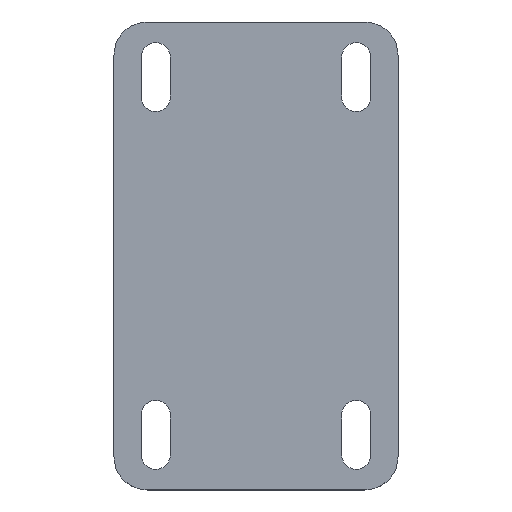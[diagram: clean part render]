
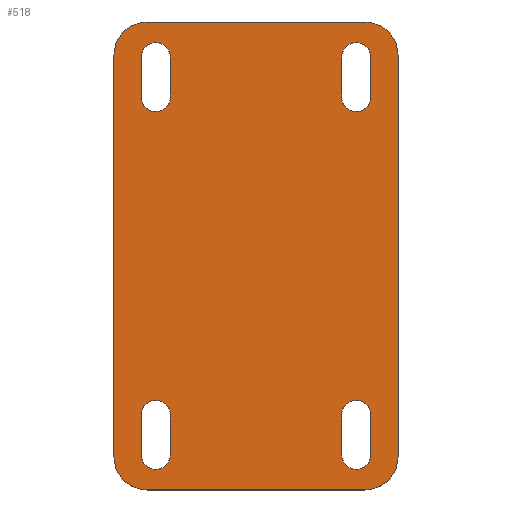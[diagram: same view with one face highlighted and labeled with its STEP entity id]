
A CAD part, top view. The second image highlights one B-rep face of the part: STEP entity #518.
In plain terms, the highlighted planar face has unit normal (0, 0, 1).
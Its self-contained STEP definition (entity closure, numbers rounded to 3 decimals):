
#19=FACE_BOUND('',#93,.T.);
#20=FACE_BOUND('',#94,.T.);
#21=FACE_BOUND('',#95,.T.);
#22=FACE_BOUND('',#96,.T.);
#36=PLANE('',#570);
#62=FACE_OUTER_BOUND('',#92,.T.);
#92=EDGE_LOOP('',(#457,#458,#459,#460,#461,#462,#463,#464));
#93=EDGE_LOOP('',(#465,#466,#467,#468));
#94=EDGE_LOOP('',(#469,#470,#471,#472));
#95=EDGE_LOOP('',(#473,#474,#475,#476));
#96=EDGE_LOOP('',(#477,#478,#479,#480));
#101=LINE('',#736,#149);
#115=LINE('',#789,#163);
#119=LINE('',#800,#167);
#121=LINE('',#805,#169);
#124=LINE('',#813,#172);
#127=LINE('',#821,#175);
#130=LINE('',#829,#178);
#133=LINE('',#837,#181);
#136=LINE('',#845,#184);
#139=LINE('',#853,#187);
#142=LINE('',#861,#190);
#144=LINE('',#866,#192);
#149=VECTOR('',#585,10.);
#163=VECTOR('',#629,10.);
#167=VECTOR('',#643,10.);
#169=VECTOR('',#647,10.);
#172=VECTOR('',#656,10.);
#175=VECTOR('',#665,10.);
#178=VECTOR('',#674,10.);
#181=VECTOR('',#683,10.);
#184=VECTOR('',#692,10.);
#187=VECTOR('',#701,10.);
#190=VECTOR('',#710,10.);
#192=VECTOR('',#718,10.);
#193=CIRCLE('',#522,10.);
#206=CIRCLE('',#538,10.);
#207=CIRCLE('',#541,10.);
#208=CIRCLE('',#543,10.);
#209=CIRCLE('',#547,4.366);
#210=CIRCLE('',#550,4.366);
#211=CIRCLE('',#553,4.366);
#212=CIRCLE('',#556,4.366);
#213=CIRCLE('',#559,4.366);
#214=CIRCLE('',#562,4.366);
#215=CIRCLE('',#565,4.366);
#216=CIRCLE('',#568,4.366);
#217=VERTEX_POINT('',#723);
#218=VERTEX_POINT('',#724);
#222=VERTEX_POINT('',#734);
#244=VERTEX_POINT('',#782);
#245=VERTEX_POINT('',#783);
#246=VERTEX_POINT('',#788);
#247=VERTEX_POINT('',#794);
#248=VERTEX_POINT('',#795);
#249=VERTEX_POINT('',#802);
#250=VERTEX_POINT('',#804);
#251=VERTEX_POINT('',#808);
#252=VERTEX_POINT('',#812);
#253=VERTEX_POINT('',#818);
#254=VERTEX_POINT('',#820);
#255=VERTEX_POINT('',#824);
#256=VERTEX_POINT('',#828);
#257=VERTEX_POINT('',#834);
#258=VERTEX_POINT('',#836);
#259=VERTEX_POINT('',#840);
#260=VERTEX_POINT('',#844);
#261=VERTEX_POINT('',#850);
#262=VERTEX_POINT('',#852);
#263=VERTEX_POINT('',#856);
#264=VERTEX_POINT('',#860);
#265=EDGE_CURVE('',#217,#218,#193,.T.);
#271=EDGE_CURVE('',#217,#222,#101,.T.);
#294=EDGE_CURVE('',#244,#245,#206,.T.);
#297=EDGE_CURVE('',#246,#245,#115,.T.);
#299=EDGE_CURVE('',#246,#222,#207,.T.);
#300=EDGE_CURVE('',#247,#248,#208,.T.);
#303=EDGE_CURVE('',#244,#248,#119,.T.);
#305=EDGE_CURVE('',#250,#249,#121,.T.);
#307=EDGE_CURVE('',#251,#250,#209,.T.);
#309=EDGE_CURVE('',#252,#251,#124,.T.);
#311=EDGE_CURVE('',#249,#252,#210,.T.);
#313=EDGE_CURVE('',#254,#253,#127,.T.);
#315=EDGE_CURVE('',#255,#254,#211,.T.);
#317=EDGE_CURVE('',#256,#255,#130,.T.);
#319=EDGE_CURVE('',#253,#256,#212,.T.);
#321=EDGE_CURVE('',#258,#257,#133,.T.);
#323=EDGE_CURVE('',#259,#258,#213,.T.);
#325=EDGE_CURVE('',#260,#259,#136,.T.);
#327=EDGE_CURVE('',#257,#260,#214,.T.);
#329=EDGE_CURVE('',#262,#261,#139,.T.);
#331=EDGE_CURVE('',#263,#262,#215,.T.);
#333=EDGE_CURVE('',#264,#263,#142,.T.);
#335=EDGE_CURVE('',#261,#264,#216,.T.);
#336=EDGE_CURVE('',#247,#218,#144,.T.);
#457=ORIENTED_EDGE('',*,*,#265,.F.);
#458=ORIENTED_EDGE('',*,*,#271,.T.);
#459=ORIENTED_EDGE('',*,*,#299,.F.);
#460=ORIENTED_EDGE('',*,*,#297,.T.);
#461=ORIENTED_EDGE('',*,*,#294,.F.);
#462=ORIENTED_EDGE('',*,*,#303,.T.);
#463=ORIENTED_EDGE('',*,*,#300,.F.);
#464=ORIENTED_EDGE('',*,*,#336,.T.);
#465=ORIENTED_EDGE('',*,*,#335,.T.);
#466=ORIENTED_EDGE('',*,*,#333,.T.);
#467=ORIENTED_EDGE('',*,*,#331,.T.);
#468=ORIENTED_EDGE('',*,*,#329,.T.);
#469=ORIENTED_EDGE('',*,*,#327,.T.);
#470=ORIENTED_EDGE('',*,*,#325,.T.);
#471=ORIENTED_EDGE('',*,*,#323,.T.);
#472=ORIENTED_EDGE('',*,*,#321,.T.);
#473=ORIENTED_EDGE('',*,*,#319,.T.);
#474=ORIENTED_EDGE('',*,*,#317,.T.);
#475=ORIENTED_EDGE('',*,*,#315,.T.);
#476=ORIENTED_EDGE('',*,*,#313,.T.);
#477=ORIENTED_EDGE('',*,*,#311,.T.);
#478=ORIENTED_EDGE('',*,*,#309,.T.);
#479=ORIENTED_EDGE('',*,*,#307,.T.);
#480=ORIENTED_EDGE('',*,*,#305,.T.);
#518=ADVANCED_FACE('',(#62,#19,#20,#21,#22),#36,.T.);
#522=AXIS2_PLACEMENT_3D('',#725,#575,#576);
#538=AXIS2_PLACEMENT_3D('',#784,#623,#624);
#541=AXIS2_PLACEMENT_3D('',#792,#633,#634);
#543=AXIS2_PLACEMENT_3D('',#796,#637,#638);
#547=AXIS2_PLACEMENT_3D('',#809,#651,#652);
#550=AXIS2_PLACEMENT_3D('',#816,#660,#661);
#553=AXIS2_PLACEMENT_3D('',#825,#669,#670);
#556=AXIS2_PLACEMENT_3D('',#832,#678,#679);
#559=AXIS2_PLACEMENT_3D('',#841,#687,#688);
#562=AXIS2_PLACEMENT_3D('',#848,#696,#697);
#565=AXIS2_PLACEMENT_3D('',#857,#705,#706);
#568=AXIS2_PLACEMENT_3D('',#864,#714,#715);
#570=AXIS2_PLACEMENT_3D('',#867,#719,#720);
#575=DIRECTION('center_axis',(0.,0.,
-1.));
#576=DIRECTION('ref_axis',(0.707,-0.707,0.));
#585=DIRECTION('',(0.,1.,0.));
#623=DIRECTION('center_axis',(0.,0.,
-1.));
#624=DIRECTION('ref_axis',(-0.707,0.707,0.));
#629=DIRECTION('',(-1.,0.,0.));
#633=DIRECTION('center_axis',(0.,0.,
-1.));
#634=DIRECTION('ref_axis',(0.707,0.707,0.));
#637=DIRECTION('center_axis',(0.,0.,
-1.));
#638=DIRECTION('ref_axis',(-0.707,-0.707,0.));
#643=DIRECTION('',(0.,-1.,0.));
#647=DIRECTION('',(0.,-1.,0.));
#651=DIRECTION('center_axis',(0.,0.,
-1.));
#652=DIRECTION('ref_axis',(1.,0.,0.));
#656=DIRECTION('',(0.,1.,0.));
#660=DIRECTION('center_axis',(0.,0.,
-1.));
#661=DIRECTION('ref_axis',(-1.,0.,0.));
#665=DIRECTION('',(0.,-1.,0.));
#669=DIRECTION('center_axis',(0.,0.,
-1.));
#670=DIRECTION('ref_axis',(1.,0.,0.));
#674=DIRECTION('',(0.,1.,0.));
#678=DIRECTION('center_axis',(0.,0.,
-1.));
#679=DIRECTION('ref_axis',(-1.,0.,0.));
#683=DIRECTION('',(0.,-1.,0.));
#687=DIRECTION('center_axis',(0.,0.,
-1.));
#688=DIRECTION('ref_axis',(1.,0.,0.));
#692=DIRECTION('',(0.,1.,0.));
#696=DIRECTION('center_axis',(0.,0.,
-1.));
#697=DIRECTION('ref_axis',(-1.,0.,0.));
#701=DIRECTION('',(0.,-1.,0.));
#705=DIRECTION('center_axis',(0.,0.,
-1.));
#706=DIRECTION('ref_axis',(1.,0.,0.));
#710=DIRECTION('',(0.,1.,0.));
#714=DIRECTION('center_axis',(0.,0.,
-1.));
#715=DIRECTION('ref_axis',(-1.,0.,0.));
#718=DIRECTION('',(1.,0.,0.));
#719=DIRECTION('center_axis',(0.,0.,
1.));
#720=DIRECTION('ref_axis',(-1.,0.,0.));
#723=CARTESIAN_POINT('',(291.903,-685.869,79.45));
#724=CARTESIAN_POINT('',(281.903,-695.869,79.45));
#725=CARTESIAN_POINT('Origin',(281.903,-685.869,79.45));
#734=CARTESIAN_POINT('',(291.903,-565.869,79.45));
#736=CARTESIAN_POINT('',(291.903,-555.869,79.45));
#782=CARTESIAN_POINT('',(206.903,-565.869,79.45));
#783=CARTESIAN_POINT('',(216.903,-555.869,79.45));
#784=CARTESIAN_POINT('Origin',(216.903,-565.869,79.45));
#788=CARTESIAN_POINT('',(281.903,-555.869,79.45));
#789=CARTESIAN_POINT('',(206.903,-555.869,79.45));
#792=CARTESIAN_POINT('Origin',(281.903,-565.869,79.45));
#794=CARTESIAN_POINT('',(216.903,-695.869,79.45));
#795=CARTESIAN_POINT('',(206.903,-685.869,79.45));
#796=CARTESIAN_POINT('Origin',(216.903,-685.869,79.45));
#800=CARTESIAN_POINT('',(206.903,-695.869,79.45));
#802=CARTESIAN_POINT('',(223.771,-685.327,79.45));
#804=CARTESIAN_POINT('',(223.771,-673.421,79.45));
#805=CARTESIAN_POINT('',(223.771,-673.421,79.45));
#808=CARTESIAN_POINT('',(215.04,-673.421,79.45));
#809=CARTESIAN_POINT('Origin',(219.405,-673.421,79.45));
#812=CARTESIAN_POINT('',(215.04,-685.327,79.45));
#813=CARTESIAN_POINT('',(215.04,-685.327,79.45));
#816=CARTESIAN_POINT('Origin',(219.405,-685.327,79.45));
#818=CARTESIAN_POINT('',(223.771,-578.317,79.45));
#820=CARTESIAN_POINT('',(223.771,-566.41,79.45));
#821=CARTESIAN_POINT('',(223.771,-566.41,79.45));
#824=CARTESIAN_POINT('',(215.04,-566.41,79.45));
#825=CARTESIAN_POINT('Origin',(219.405,-566.41,79.45));
#828=CARTESIAN_POINT('',(215.04,-578.317,79.45));
#829=CARTESIAN_POINT('',(215.04,-578.317,79.45));
#832=CARTESIAN_POINT('Origin',(219.405,-578.317,79.45));
#834=CARTESIAN_POINT('',(283.766,-578.317,79.45));
#836=CARTESIAN_POINT('',(283.766,-566.41,79.45));
#837=CARTESIAN_POINT('',(283.766,-566.41,79.45));
#840=CARTESIAN_POINT('',(275.034,-566.41,79.45));
#841=CARTESIAN_POINT('Origin',(279.4,-566.41,79.45));
#844=CARTESIAN_POINT('',(275.034,-578.317,79.45));
#845=CARTESIAN_POINT('',(275.034,-578.317,79.45));
#848=CARTESIAN_POINT('Origin',(279.4,-578.317,79.45));
#850=CARTESIAN_POINT('',(283.766,-685.327,79.45));
#852=CARTESIAN_POINT('',(283.766,-673.421,79.45));
#853=CARTESIAN_POINT('',(283.766,-673.421,79.45));
#856=CARTESIAN_POINT('',(275.034,-673.421,79.45));
#857=CARTESIAN_POINT('Origin',(279.4,-673.421,79.45));
#860=CARTESIAN_POINT('',(275.034,-685.327,79.45));
#861=CARTESIAN_POINT('',(275.034,-685.327,79.45));
#864=CARTESIAN_POINT('Origin',(279.4,-685.327,79.45));
#866=CARTESIAN_POINT('',(291.903,-695.869,79.45));
#867=CARTESIAN_POINT('Origin',(249.403,-625.869,79.45));
